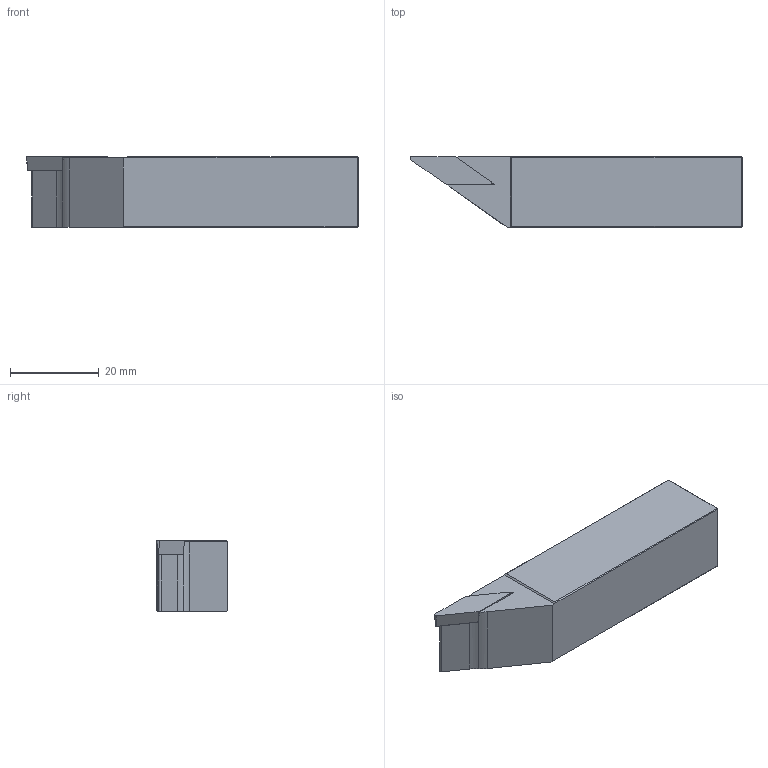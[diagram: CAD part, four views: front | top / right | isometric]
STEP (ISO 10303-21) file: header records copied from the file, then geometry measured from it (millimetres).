
FILE_DESCRIPTION(/* description */ (''),/* implementation_level */ '2;1');
FILE_NAME(/* name */ 'SVACL-1616-F11-S.stp',/* time_stamp */ '2023-11-16T04:40:09+03:00',/* author */ (''),/* organization */ (''),/* preprocessor_version */ 'ST-DEVELOPER v19.4',/* originating_system */ 'SIEMENS PLM Software NX2306.3001',/* authorisation */ '');
FILE_SCHEMA (('AUTOMOTIVE_DESIGN { 1 0 10303 214 3 1 1 1 }'));
Length unit declared in the file: millimetre
Products named in the file (2): VCMT 110304; SVACR 1616 K11-S
Assembly tree (1 placements, depth 2):
  SVACR 1616 K11-S
    VCMT 110304
Bounding box: 75 x 16 x 16 mm (x, y, z)
Volume: 16308.5 mm3; surface area: 4946.4 mm2
Topology: 2 solids, 2 shells, 38 faces, 90 edges, 56 vertices
Faces by surface type: plane 31, cylinder 5, cone 2
Entity records: 1183 total; most frequent: DIRECTION 189, CARTESIAN_POINT 186, ORIENTED_EDGE 180, EDGE_CURVE 90, LINE 71, VECTOR 71, AXIS2_PLACEMENT_3D 59, VERTEX_POINT 56
